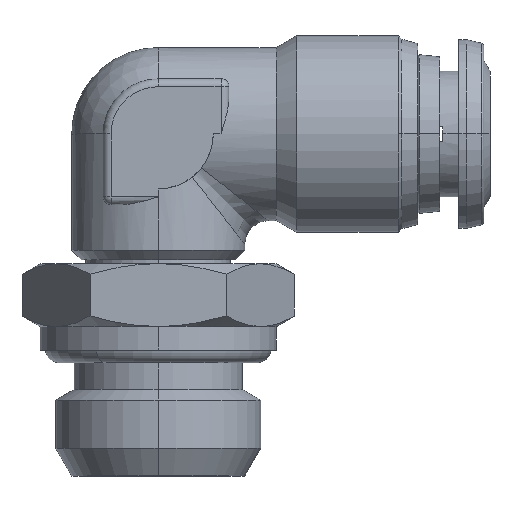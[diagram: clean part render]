
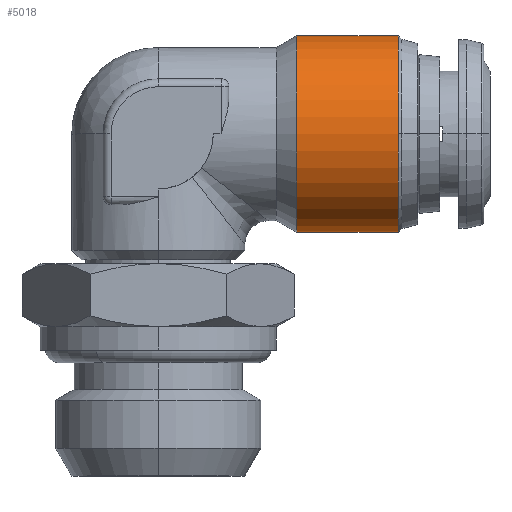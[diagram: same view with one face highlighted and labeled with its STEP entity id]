
A CAD part, top view. The second image highlights one B-rep face of the part: STEP entity #5018.
In plain terms, the highlighted cylindrical face has radius 6.25 mm (diameter 12.5 mm), a partial arc.
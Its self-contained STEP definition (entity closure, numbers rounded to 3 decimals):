
#32 = CARTESIAN_POINT ( 'NONE',  ( 15.268, 17.5, 0. ) ) ;
#33 = DIRECTION ( 'NONE',  ( -1., 0., 0. ) ) ;
#34 = DIRECTION ( 'NONE',  ( 0., 0., 1. ) ) ;
#56 = CARTESIAN_POINT ( 'NONE',  ( 8.799, 17.5, 0. ) ) ;
#57 = DIRECTION ( 'NONE',  ( 1., 0., 0. ) ) ;
#58 = DIRECTION ( 'NONE',  ( 0., 1., 0. ) ) ;
#120 = CARTESIAN_POINT ( 'NONE',  ( 17.5, 23.75, 0. ) ) ;
#121 = CARTESIAN_POINT ( 'NONE',  ( 17.5, 11.25, 0. ) ) ;
#122 = DIRECTION ( 'NONE',  ( 1., 0., 0. ) ) ;
#131 = DIRECTION ( 'NONE',  ( 1., 0., 0. ) ) ;
#133 = CARTESIAN_POINT ( 'NONE',  ( 15.268, 17.5, 0. ) ) ;
#134 = DIRECTION ( 'NONE',  ( -1., 0., 0. ) ) ;
#135 = DIRECTION ( 'NONE',  ( 0., 0., 1. ) ) ;
#1355 = CIRCLE ( 'NONE', #5872, 6.25 ) ;
#1364 = CIRCLE ( 'NONE', #5878, 6.25 ) ;
#1379 = LINE ( 'NONE', #121, #1385 ) ;
#1385 = VECTOR ( 'NONE', #131, 1000. ) ;
#1386 = CIRCLE ( 'NONE', #5880, 6.25 ) ;
#1388 = LINE ( 'NONE', #120, #1390 ) ;
#1390 = VECTOR ( 'NONE', #122, 1000. ) ;
#1581 = EDGE_LOOP ( 'NONE', ( #1910, #1909, #1908, #1907, #1906 ) ) ;
#1906 = ORIENTED_EDGE ( 'NONE', *, *, #2093, .F. ) ;
#1907 = ORIENTED_EDGE ( 'NONE', *, *, #2065, .T. ) ;
#1908 = ORIENTED_EDGE ( 'NONE', *, *, #2092, .T. ) ;
#1909 = ORIENTED_EDGE ( 'NONE', *, *, #2091, .T. ) ;
#1910 = ORIENTED_EDGE ( 'NONE', *, *, #2073, .T. ) ;
#2065 = EDGE_CURVE ( 'NONE', #4751, #4746, #1355, .T. ) ;
#2073 = EDGE_CURVE ( 'NONE', #4738, #4737, #1364, .T. ) ;
#2091 = EDGE_CURVE ( 'NONE', #4737, #4732, #1379, .T. ) ;
#2092 = EDGE_CURVE ( 'NONE', #4732, #4751, #1386, .T. ) ;
#2093 = EDGE_CURVE ( 'NONE', #4738, #4746, #1388, .T. ) ;
#2455 = FACE_OUTER_BOUND ( 'NONE', #1581, .T. ) ;
#2463 = CYLINDRICAL_SURFACE ( 'NONE', #3502, 6.25 ) ;
#3214 = CARTESIAN_POINT ( 'NONE',  ( 15.268, 11.25, 0. ) ) ;
#3219 = CARTESIAN_POINT ( 'NONE',  ( 8.799, 11.25, 0. ) ) ;
#3220 = CARTESIAN_POINT ( 'NONE',  ( 8.799, 23.75, 0. ) ) ;
#3228 = CARTESIAN_POINT ( 'NONE',  ( 15.268, 23.75, 0. ) ) ;
#3233 = CARTESIAN_POINT ( 'NONE',  ( 15.268, 17.5, 6.25 ) ) ;
#3502 = AXIS2_PLACEMENT_3D ( 'NONE', #5106, #5107, #5115 ) ;
#4732 = VERTEX_POINT ( 'NONE', #3214 ) ;
#4737 = VERTEX_POINT ( 'NONE', #3219 ) ;
#4738 = VERTEX_POINT ( 'NONE', #3220 ) ;
#4746 = VERTEX_POINT ( 'NONE', #3228 ) ;
#4751 = VERTEX_POINT ( 'NONE', #3233 ) ;
#5018 = ADVANCED_FACE ( 'NONE', ( #2455 ), #2463, .T. ) ;
#5106 = CARTESIAN_POINT ( 'NONE',  ( 17.5, 17.5, 0. ) ) ;
#5107 = DIRECTION ( 'NONE',  ( 1., 0., 0. ) ) ;
#5115 = DIRECTION ( 'NONE',  ( 0., 1., 0. ) ) ;
#5872 = AXIS2_PLACEMENT_3D ( 'NONE', #32, #33, #34 ) ;
#5878 = AXIS2_PLACEMENT_3D ( 'NONE', #56, #57, #58 ) ;
#5880 = AXIS2_PLACEMENT_3D ( 'NONE', #133, #134, #135 ) ;
